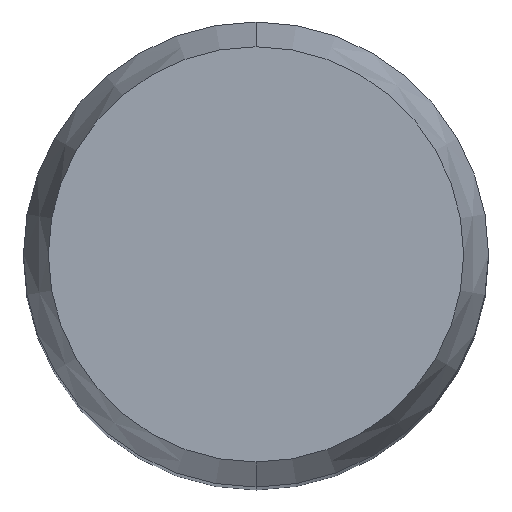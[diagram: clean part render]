
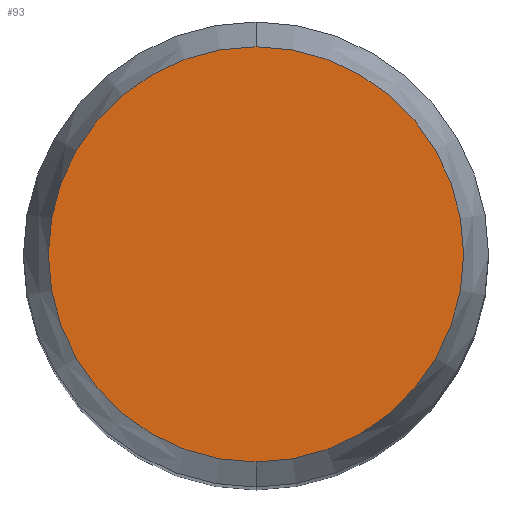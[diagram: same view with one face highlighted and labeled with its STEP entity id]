
A CAD part, top view. The second image highlights one B-rep face of the part: STEP entity #93.
In plain terms, the highlighted planar face has unit normal (0, 0, 1).
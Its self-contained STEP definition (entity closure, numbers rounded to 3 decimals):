
#10=CARTESIAN_POINT('',(0.,0.,6.));
#11=DIRECTION('',(0.,0.,-1.));
#12=DIRECTION('',(0.,-1.,0.));
#13=AXIS2_PLACEMENT_3D('',#10,#11,#12);
#15=CARTESIAN_POINT('',(0.,0.,6.));
#16=DIRECTION('',(0.,0.,1.));
#17=DIRECTION('',(0.,-1.,0.));
#18=AXIS2_PLACEMENT_3D('',#15,#16,#17);
#66=CARTESIAN_POINT('',(0.,-0.67,6.));
#68=VERTEX_POINT('',#66);
#74=CARTESIAN_POINT('',(0.,0.67,6.));
#76=VERTEX_POINT('',#74);
#82=CARTESIAN_POINT('',(0.,0.,6.));
#83=DIRECTION('',(0.,0.,1.));
#84=DIRECTION('',(0.,1.,0.));
#85=AXIS2_PLACEMENT_3D('',#82,#83,#84);
#86=PLANE('',#85);
#88=ORIENTED_EDGE('',*,*,#87,.T.);
#90=ORIENTED_EDGE('',*,*,#89,.F.);
#91=EDGE_LOOP('',(#88,#90));
#92=FACE_OUTER_BOUND('',#91,.F.);
#93=ADVANCED_FACE('',(#92),#86,.T.);
#14=CIRCLE('',#13,0.67);
#19=CIRCLE('',#18,0.67);
#87=EDGE_CURVE('',#68,#76,#14,.T.);
#89=EDGE_CURVE('',#68,#76,#19,.T.);
